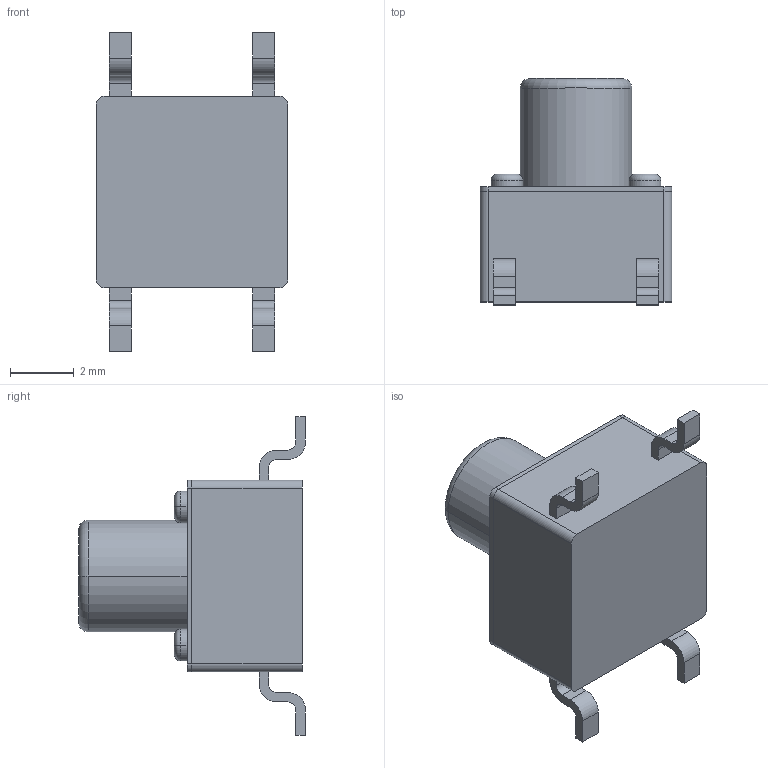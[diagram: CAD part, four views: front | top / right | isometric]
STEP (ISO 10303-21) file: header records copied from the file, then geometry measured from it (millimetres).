
FILE_DESCRIPTION (( 'STEP AP214' ), '1' );
FILE_NAME ('FSM6JSMA.STEP', '2015-12-04T06:38:06', ( '' ), ( '' ), 'SwSTEP 2.0', 'SolidWorks 2015', '' );
FILE_SCHEMA (( 'AUTOMOTIVE_DESIGN' ));
Length unit declared in the file: millimetre
Products named in the file (2): FSM6JSMA
Assembly tree (1 placements, depth 2):
  FSM6JSMA
    FSM6JSMA
Bounding box: 6 x 7.11 x 10 mm (x, y, z)
Volume: 165.8 mm3; surface area: 219.2 mm2
Topology: 1 solids, 1 shells, 95 faces, 234 edges, 150 vertices
Faces by surface type: plane 51, cylinder 34, torus 10
Entity records: 3259 total; most frequent: DIRECTION 516, CARTESIAN_POINT 483, ORIENTED_EDGE 468, EDGE_CURVE 234, AXIS2_PLACEMENT_3D 183, LINE 150, VERTEX_POINT 150, VECTOR 150
